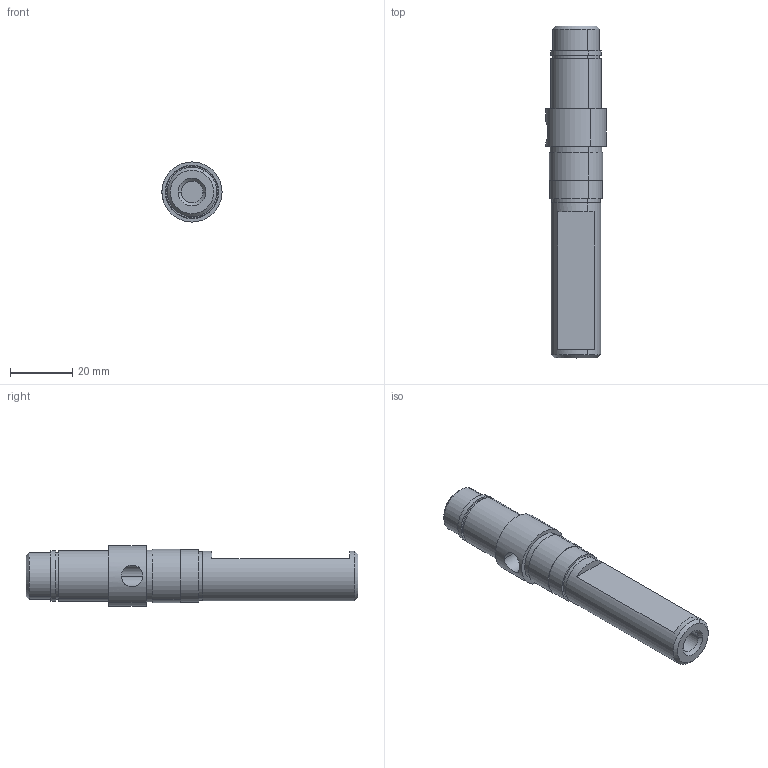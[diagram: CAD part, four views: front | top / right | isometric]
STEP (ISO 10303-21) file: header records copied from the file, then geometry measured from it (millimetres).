
FILE_DESCRIPTION(('CATIA V5 STEP Exchange'),'2;1');
FILE_NAME('axle.stp','2018-11-17T18:27:32+00:00',('none'),('none'),'CATIA Version 5 Release 17 (IN-10)','CATIA V5 STEP AP203','none');
FILE_SCHEMA(('CONFIG_CONTROL_DESIGN'));
Length unit declared in the file: millimetre
Products named in the file (1): axle
Bounding box: 19.4 x 107 x 19.39 mm (x, y, z)
Volume: 18784.6 mm3; surface area: 7944.6 mm2
Topology: 1 solids, 1 shells, 45 faces, 96 edges, 62 vertices
Faces by surface type: cylinder 24, plane 15, cone 6
Entity records: 1230 total; most frequent: CARTESIAN_POINT 274, ORIENTED_EDGE 192, DIRECTION 152, EDGE_CURVE 96, AXIS2_PLACEMENT_3D 86, VERTEX_POINT 62, EDGE_LOOP 56, CIRCLE 54
